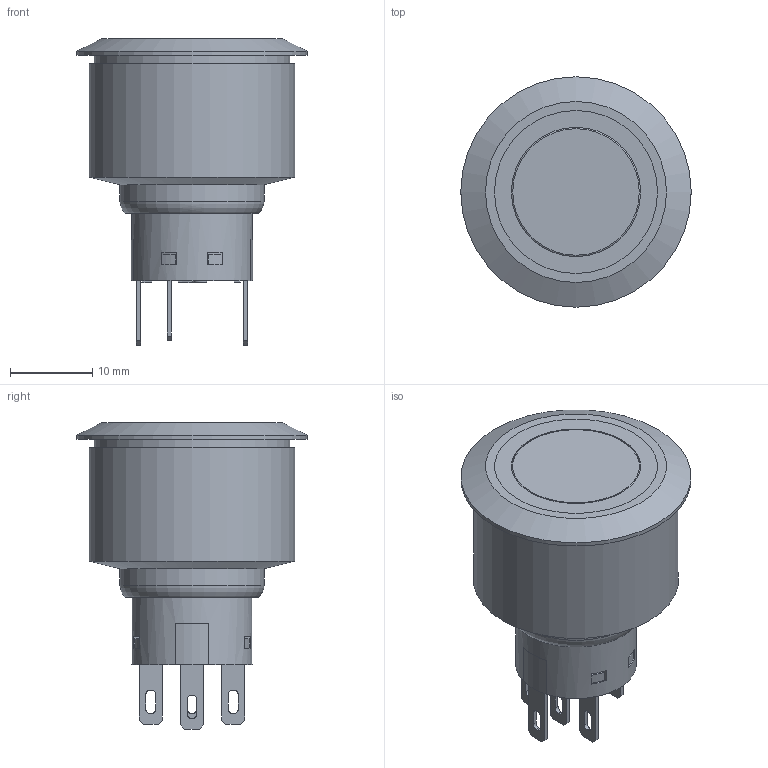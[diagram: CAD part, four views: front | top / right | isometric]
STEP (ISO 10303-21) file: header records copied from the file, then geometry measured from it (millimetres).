
FILE_DESCRIPTION((''),'2;1');
FILE_NAME('ULV8F23xx3xx.stp','2017-10-24T13:05:54',('mwilliams'),(''),'Autodesk Inventor 2012','Autodesk Inventor 2012','');
FILE_SCHEMA(('AUTOMOTIVE_DESIGN { 1 0 10303 214 1 1 1 1 }'));
Length unit declared in the file: millimetre
Products named in the file (1): ULV8F23xx3xx
Bounding box: 28 x 28 x 37.2 mm (x, y, z)
Volume: 10358.3 mm3; surface area: 4167.1 mm2
Topology: 1 solids, 1 shells, 247 faces, 686 edges, 451 vertices
Faces by surface type: plane 162, bspline 46, cylinder 35, torus 2, cone 2
Full cylindrical faces by diameter (mm): 13.3 x1, 14.7 x1, 15.7 x1, 17.5 x1, 23.8 x1, 25 x1, 28 x1
Entity records: 8111 total; most frequent: CARTESIAN_POINT 1966, ORIENTED_EDGE 1344, DIRECTION 1104, EDGE_CURVE 672, VECTOR 460, LINE 460, VERTEX_POINT 448, AXIS2_PLACEMENT_3D 322
